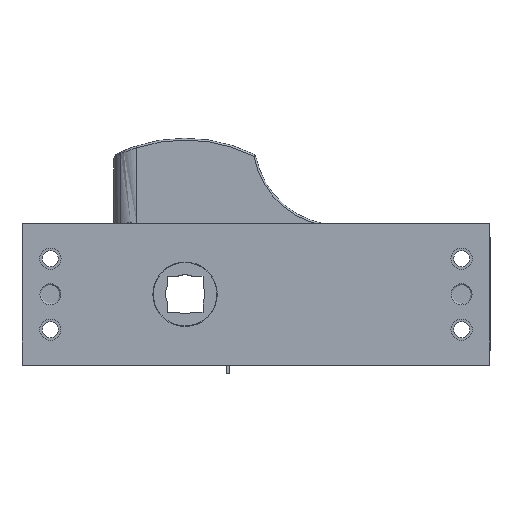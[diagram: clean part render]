
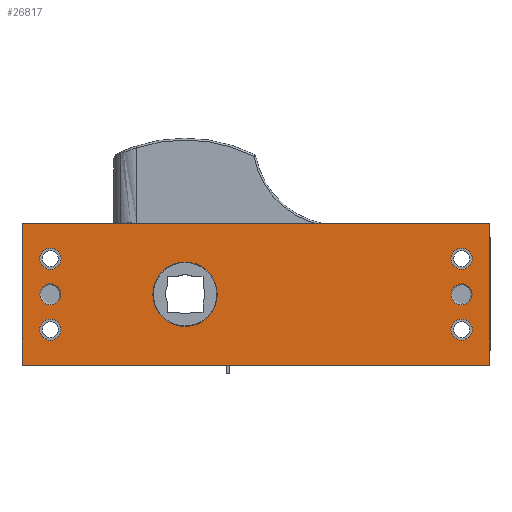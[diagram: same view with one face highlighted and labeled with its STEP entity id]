
A CAD part, top view. The second image highlights one B-rep face of the part: STEP entity #26817.
In plain terms, the highlighted planar face has unit normal (0, 0, 1).
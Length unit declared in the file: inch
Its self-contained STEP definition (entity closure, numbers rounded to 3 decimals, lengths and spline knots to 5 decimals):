
#26428=CARTESIAN_POINT('',(-2.191,0.,0.105));
#26429=VERTEX_POINT('',#26428);
#26430=CARTESIAN_POINT('',(-2.375,0.,0.105));
#26431=DIRECTION('',(0.0,0.0,-1.0));
#26432=DIRECTION('',(1.0,0.0,0.0));
#26433=AXIS2_PLACEMENT_3D('',#26430,#26431,#26432);
#26434=CIRCLE('',#26433,0.184);
#26435=EDGE_CURVE('',#26429,#26429,#26434,.T.);
#26476=CARTESIAN_POINT('',(4.691,0.,0.105));
#26477=VERTEX_POINT('',#26476);
#26478=CARTESIAN_POINT('',(4.875,0.,0.105));
#26479=DIRECTION('',(0.0,0.0,-1.0));
#26480=DIRECTION('',(-1.0,0.0,0.0));
#26481=AXIS2_PLACEMENT_3D('',#26478,#26479,#26480);
#26482=CIRCLE('',#26481,0.184);
#26483=EDGE_CURVE('',#26477,#26477,#26482,.T.);
#26504=CARTESIAN_POINT('',(0.5675,0.,0.105));
#26505=VERTEX_POINT('',#26504);
#26506=CARTESIAN_POINT('',(0.0,0.,0.105));
#26507=DIRECTION('',(0.0,0.0,-1.0));
#26508=DIRECTION('',(-1.0,0.0,0.0));
#26509=AXIS2_PLACEMENT_3D('',#26506,#26507,#26508);
#26510=CIRCLE('',#26509,0.5675);
#26511=EDGE_CURVE('',#26505,#26505,#26510,.T.);
#26532=CARTESIAN_POINT('',(5.0625,0.625,0.105));
#26533=VERTEX_POINT('',#26532);
#26534=CARTESIAN_POINT('',(4.875,0.625,0.105));
#26535=DIRECTION('',(0.0,0.0,-1.0));
#26536=DIRECTION('',(-1.0,0.0,0.0));
#26537=AXIS2_PLACEMENT_3D('',#26534,#26535,#26536);
#26538=CIRCLE('',#26537,0.1875);
#26539=EDGE_CURVE('',#26533,#26533,#26538,.T.);
#26560=CARTESIAN_POINT('',(5.0625,-0.625,0.105));
#26561=VERTEX_POINT('',#26560);
#26562=CARTESIAN_POINT('',(4.875,-0.625,0.105));
#26563=DIRECTION('',(0.0,0.0,-1.0));
#26564=DIRECTION('',(-1.0,0.0,0.0));
#26565=AXIS2_PLACEMENT_3D('',#26562,#26563,#26564);
#26566=CIRCLE('',#26565,0.1875);
#26567=EDGE_CURVE('',#26561,#26561,#26566,.T.);
#26588=CARTESIAN_POINT('',(-2.1875,0.625,0.105));
#26589=VERTEX_POINT('',#26588);
#26590=CARTESIAN_POINT('',(-2.375,0.625,0.105));
#26591=DIRECTION('',(0.0,0.0,-1.0));
#26592=DIRECTION('',(-1.0,0.0,0.0));
#26593=AXIS2_PLACEMENT_3D('',#26590,#26591,#26592);
#26594=CIRCLE('',#26593,0.1875);
#26595=EDGE_CURVE('',#26589,#26589,#26594,.T.);
#26616=CARTESIAN_POINT('',(-2.1875,-0.625,0.105));
#26617=VERTEX_POINT('',#26616);
#26618=CARTESIAN_POINT('',(-2.375,-0.625,0.105));
#26619=DIRECTION('',(0.0,0.0,-1.0));
#26620=DIRECTION('',(-1.0,0.0,0.0));
#26621=AXIS2_PLACEMENT_3D('',#26618,#26619,#26620);
#26622=CIRCLE('',#26621,0.1875);
#26623=EDGE_CURVE('',#26617,#26617,#26622,.T.);
#26643=CARTESIAN_POINT('',(5.375,1.25,0.105));
#26644=VERTEX_POINT('',#26643);
#26651=CARTESIAN_POINT('',(5.375,-1.25,0.105));
#26652=VERTEX_POINT('',#26651);
#26653=CARTESIAN_POINT('',(5.375,-1.25,0.105));
#26654=DIRECTION('',(0.0,1.0,0.0));
#26655=VECTOR('',#26654,2.5);
#26656=LINE('',#26653,#26655);
#26657=EDGE_CURVE('',#26652,#26644,#26656,.T.);
#26681=CARTESIAN_POINT('',(-2.875,1.25,0.105));
#26682=VERTEX_POINT('',#26681);
#26689=CARTESIAN_POINT('',(5.375,1.25,0.105));
#26690=DIRECTION('',(-1.0,0.0,0.0));
#26691=VECTOR('',#26690,8.25);
#26692=LINE('',#26689,#26691);
#26693=EDGE_CURVE('',#26644,#26682,#26692,.T.);
#26712=CARTESIAN_POINT('',(-2.875,-1.25,0.105));
#26713=VERTEX_POINT('',#26712);
#26720=CARTESIAN_POINT('',(-2.875,1.25,0.105));
#26721=DIRECTION('',(0.0,-1.0,0.0));
#26722=VECTOR('',#26721,2.5);
#26723=LINE('',#26720,#26722);
#26724=EDGE_CURVE('',#26682,#26713,#26723,.T.);
#26742=CARTESIAN_POINT('',(-2.875,-1.25,0.105));
#26743=DIRECTION('',(1.0,0.0,0.0));
#26744=VECTOR('',#26743,8.25);
#26745=LINE('',#26742,#26744);
#26746=EDGE_CURVE('',#26713,#26652,#26745,.T.);
#26785=CARTESIAN_POINT('',(1.25,0.,0.105));
#26786=DIRECTION('',(0.0,0.0,-1.0));
#26787=DIRECTION('',(1.0,0.0,0.0));
#26788=AXIS2_PLACEMENT_3D('',#26785,#26786,#26787);
#26789=PLANE('',#26788);
#26790=ORIENTED_EDGE('',*,*,#26746,.T.);
#26791=ORIENTED_EDGE('',*,*,#26657,.T.);
#26792=ORIENTED_EDGE('',*,*,#26693,.T.);
#26793=ORIENTED_EDGE('',*,*,#26724,.T.);
#26794=EDGE_LOOP('',(#26790,#26791,#26792,#26793));
#26795=FACE_OUTER_BOUND('',#26794,.T.);
#26796=ORIENTED_EDGE('',*,*,#26435,.T.);
#26797=EDGE_LOOP('',(#26796));
#26798=FACE_BOUND('',#26797,.T.);
#26799=ORIENTED_EDGE('',*,*,#26483,.T.);
#26800=EDGE_LOOP('',(#26799));
#26801=FACE_BOUND('',#26800,.T.);
#26802=ORIENTED_EDGE('',*,*,#26511,.T.);
#26803=EDGE_LOOP('',(#26802));
#26804=FACE_BOUND('',#26803,.T.);
#26805=ORIENTED_EDGE('',*,*,#26539,.T.);
#26806=EDGE_LOOP('',(#26805));
#26807=FACE_BOUND('',#26806,.T.);
#26808=ORIENTED_EDGE('',*,*,#26567,.T.);
#26809=EDGE_LOOP('',(#26808));
#26810=FACE_BOUND('',#26809,.T.);
#26811=ORIENTED_EDGE('',*,*,#26595,.T.);
#26812=EDGE_LOOP('',(#26811));
#26813=FACE_BOUND('',#26812,.T.);
#26814=ORIENTED_EDGE('',*,*,#26623,.T.);
#26815=EDGE_LOOP('',(#26814));
#26816=FACE_BOUND('',#26815,.T.);
#26817=ADVANCED_FACE('',(#26795,#26798,#26801,#26804,#26807,#26810,#26813,#26816),#26789,.F.);
